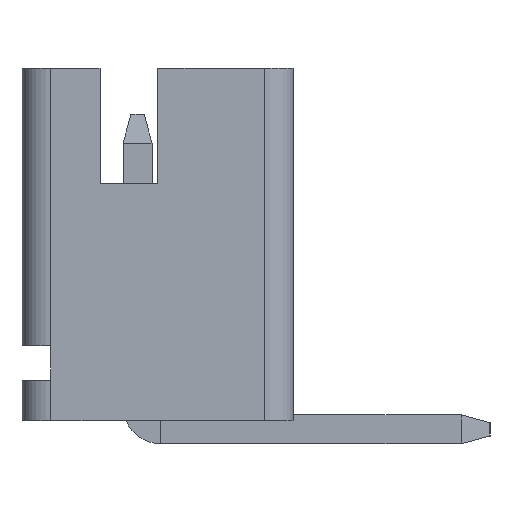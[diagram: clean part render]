
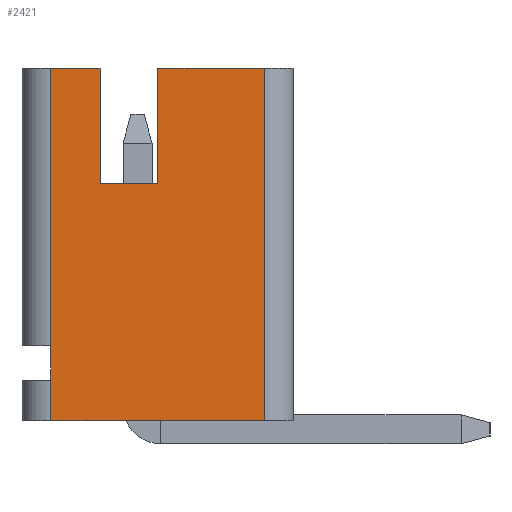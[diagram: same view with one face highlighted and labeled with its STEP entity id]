
A CAD part, left-side view. The second image highlights one B-rep face of the part: STEP entity #2421.
In plain terms, the highlighted planar face has unit normal (-1, 0, 0).
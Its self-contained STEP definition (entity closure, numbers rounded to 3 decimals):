
#47 = ORIENTED_EDGE ( 'NONE', *, *, #3122, .T. ) ;
#56 = VECTOR ( 'NONE', #1793, 1000. ) ;
#63 = DIRECTION ( 'NONE',  ( 0., 0., 1. ) ) ;
#97 = CARTESIAN_POINT ( 'NONE',  ( -2., 0.65, 4.1 ) ) ;
#140 = VERTEX_POINT ( 'NONE', #312 ) ;
#172 = DIRECTION ( 'NONE',  ( 0., -1., 0. ) ) ;
#185 = CARTESIAN_POINT ( 'NONE',  ( -2., -2.2, 0. ) ) ;
#272 = CARTESIAN_POINT ( 'NONE',  ( -2., 1.5, 1.3 ) ) ;
#281 = ORIENTED_EDGE ( 'NONE', *, *, #1864, .T. ) ;
#312 = CARTESIAN_POINT ( 'NONE',  ( -2., 1.5, 6.1 ) ) ;
#321 = EDGE_CURVE ( 'NONE', #2913, #4145, #4227, .T. ) ;
#384 = CARTESIAN_POINT ( 'NONE',  ( -2., 1.5, 1.3 ) ) ;
#412 = VERTEX_POINT ( 'NONE', #3977 ) ;
#732 = VECTOR ( 'NONE', #3914, 1000. ) ;
#738 = LINE ( 'NONE', #2748, #2559 ) ;
#888 = VECTOR ( 'NONE', #1594, 1000. ) ;
#975 = VERTEX_POINT ( 'NONE', #97 ) ;
#1047 = CARTESIAN_POINT ( 'NONE',  ( -2., 1.5, 0. ) ) ;
#1080 = VECTOR ( 'NONE', #4403, 1000. ) ;
#1139 = CARTESIAN_POINT ( 'NONE',  ( -2., -2.2, 6.1 ) ) ;
#1163 = CARTESIAN_POINT ( 'NONE',  ( -2., 1.5, 0. ) ) ;
#1280 = ORIENTED_EDGE ( 'NONE', *, *, #321, .T. ) ;
#1346 = CARTESIAN_POINT ( 'NONE',  ( -2., -0.35, 6.1 ) ) ;
#1450 = CARTESIAN_POINT ( 'NONE',  ( -2., -0.35, 4.1 ) ) ;
#1468 = VECTOR ( 'NONE', #3453, 1000. ) ;
#1498 = LINE ( 'NONE', #4370, #2039 ) ;
#1512 = VERTEX_POINT ( 'NONE', #2493 ) ;
#1594 = DIRECTION ( 'NONE',  ( 0., 0., 1. ) ) ;
#1611 = VECTOR ( 'NONE', #1941, 1000. ) ;
#1793 = DIRECTION ( 'NONE',  ( 0., 1., 0. ) ) ;
#1844 = FACE_OUTER_BOUND ( 'NONE', #2186, .T. ) ;
#1864 = EDGE_CURVE ( 'NONE', #2142, #412, #3003, .T. ) ;
#1924 = LINE ( 'NONE', #2328, #1611 ) ;
#1941 = DIRECTION ( 'NONE',  ( 0., 1., 0. ) ) ;
#1999 = EDGE_CURVE ( 'NONE', #3160, #975, #3072, .T. ) ;
#2035 = CARTESIAN_POINT ( 'NONE',  ( -2., 0.65, 4.1 ) ) ;
#2039 = VECTOR ( 'NONE', #2538, 1000. ) ;
#2078 = EDGE_CURVE ( 'NONE', #1512, #2832, #1498, .T. ) ;
#2127 = DIRECTION ( 'NONE',  ( 0., 0., -1. ) ) ;
#2142 = VERTEX_POINT ( 'NONE', #384 ) ;
#2186 = EDGE_LOOP ( 'NONE', ( #3311, #47, #1280, #3421, #4264, #2755, #2663, #2322, #281, #2801 ) ) ;
#2291 = LINE ( 'NONE', #185, #888 ) ;
#2322 = ORIENTED_EDGE ( 'NONE', *, *, #2703, .T. ) ;
#2328 = CARTESIAN_POINT ( 'NONE',  ( -2., 2., 6.1 ) ) ;
#2421 = ADVANCED_FACE ( 'NONE', ( #1844 ), #2896, .T. ) ;
#2493 = CARTESIAN_POINT ( 'NONE',  ( -2., 1.5, 0. ) ) ;
#2512 = LINE ( 'NONE', #3194, #2848 ) ;
#2538 = DIRECTION ( 'NONE',  ( 0., -1., 0. ) ) ;
#2559 = VECTOR ( 'NONE', #2127, 1000. ) ;
#2663 = ORIENTED_EDGE ( 'NONE', *, *, #3207, .T. ) ;
#2703 = EDGE_CURVE ( 'NONE', #140, #2142, #4178, .T. ) ;
#2748 = CARTESIAN_POINT ( 'NONE',  ( -2., -0.35, 6.1 ) ) ;
#2755 = ORIENTED_EDGE ( 'NONE', *, *, #4498, .T. ) ;
#2801 = ORIENTED_EDGE ( 'NONE', *, *, #2871, .T. ) ;
#2832 = VERTEX_POINT ( 'NONE', #3142 ) ;
#2848 = VECTOR ( 'NONE', #63, 1000. ) ;
#2855 = CARTESIAN_POINT ( 'NONE',  ( -2., -0.35, 6.1 ) ) ;
#2871 = EDGE_CURVE ( 'NONE', #412, #1512, #2959, .T. ) ;
#2896 = PLANE ( 'NONE',  #4392 ) ;
#2913 = VERTEX_POINT ( 'NONE', #1139 ) ;
#2959 = LINE ( 'NONE', #1163, #732 ) ;
#2986 = CARTESIAN_POINT ( 'NONE',  ( -2., 0., 0. ) ) ;
#3003 = LINE ( 'NONE', #272, #1080 ) ;
#3072 = LINE ( 'NONE', #2035, #1468 ) ;
#3122 = EDGE_CURVE ( 'NONE', #2832, #2913, #2291, .T. ) ;
#3142 = CARTESIAN_POINT ( 'NONE',  ( -2., -2.2, 0. ) ) ;
#3158 = CARTESIAN_POINT ( 'NONE',  ( -2., 0.65, 6.1 ) ) ;
#3160 = VERTEX_POINT ( 'NONE', #1450 ) ;
#3163 = DIRECTION ( 'NONE',  ( 0., 0., -1. ) ) ;
#3194 = CARTESIAN_POINT ( 'NONE',  ( -2., 0.65, 6.1 ) ) ;
#3207 = EDGE_CURVE ( 'NONE', #4260, #140, #1924, .T. ) ;
#3311 = ORIENTED_EDGE ( 'NONE', *, *, #2078, .T. ) ;
#3357 = VECTOR ( 'NONE', #3163, 1000. ) ;
#3421 = ORIENTED_EDGE ( 'NONE', *, *, #4306, .T. ) ;
#3453 = DIRECTION ( 'NONE',  ( 0., 1., 0. ) ) ;
#3914 = DIRECTION ( 'NONE',  ( 0., 0., -1. ) ) ;
#3977 = CARTESIAN_POINT ( 'NONE',  ( -2., 1.5, 0.7 ) ) ;
#4145 = VERTEX_POINT ( 'NONE', #1346 ) ;
#4178 = LINE ( 'NONE', #1047, #3357 ) ;
#4227 = LINE ( 'NONE', #2855, #56 ) ;
#4260 = VERTEX_POINT ( 'NONE', #3158 ) ;
#4264 = ORIENTED_EDGE ( 'NONE', *, *, #1999, .T. ) ;
#4306 = EDGE_CURVE ( 'NONE', #4145, #3160, #738, .T. ) ;
#4348 = DIRECTION ( 'NONE',  ( -1., 0., 0. ) ) ;
#4370 = CARTESIAN_POINT ( 'NONE',  ( -2., 2., 0. ) ) ;
#4392 = AXIS2_PLACEMENT_3D ( 'NONE', #2986, #4348, #172 ) ;
#4403 = DIRECTION ( 'NONE',  ( 0., 0., -1. ) ) ;
#4498 = EDGE_CURVE ( 'NONE', #975, #4260, #2512, .T. ) ;
